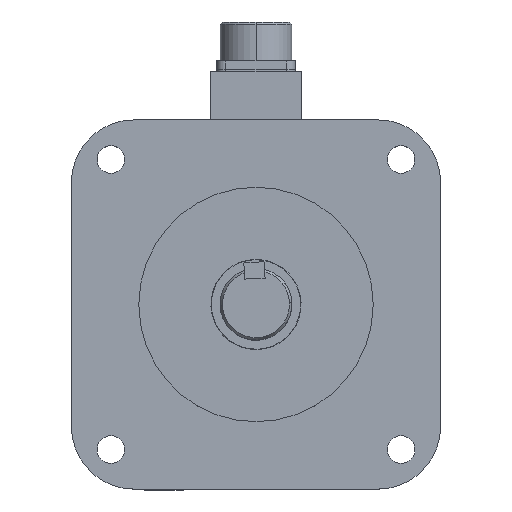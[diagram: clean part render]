
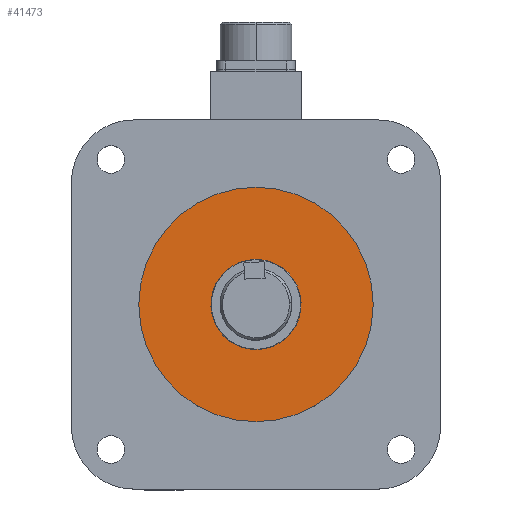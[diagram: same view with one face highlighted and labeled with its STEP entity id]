
A CAD part, top view. The second image highlights one B-rep face of the part: STEP entity #41473.
In plain terms, the highlighted planar face has unit normal (0, 0, 1).
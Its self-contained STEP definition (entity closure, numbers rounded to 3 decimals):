
#855 = CARTESIAN_POINT ( 'NONE',  ( 0., 0., 21.2 ) ) ;
#1784 = DIRECTION ( 'NONE',  ( 0., 0., 1. ) ) ;
#2020 = PLANE ( 'NONE',  #27498 ) ;
#2321 = DIRECTION ( 'NONE',  ( 0., 0., 1. ) ) ;
#4464 = DIRECTION ( 'NONE',  ( 1., 0., 0. ) ) ;
#4746 = EDGE_LOOP ( 'NONE', ( #26689, #26108 ) ) ;
#5235 = VERTEX_POINT ( 'NONE', #34921 ) ;
#7696 = EDGE_CURVE ( 'NONE', #28527, #5235, #37173, .T. ) ;
#11602 = FACE_OUTER_BOUND ( 'NONE', #4746, .T. ) ;
#23537 = CARTESIAN_POINT ( 'NONE',  ( 0., 0., 21.2 ) ) ;
#24093 = CARTESIAN_POINT ( 'NONE',  ( 0., 0., 21.2 ) ) ;
#25486 = EDGE_CURVE ( 'NONE', #5235, #28527, #33098, .T. ) ;
#26108 = ORIENTED_EDGE ( 'NONE', *, *, #7696, .T. ) ;
#26187 = DIRECTION ( 'NONE',  ( 0., 0., 1. ) ) ;
#26689 = ORIENTED_EDGE ( 'NONE', *, *, #25486, .T. ) ;
#27164 = DIRECTION ( 'NONE',  ( 1., 0., 0. ) ) ;
#27498 = AXIS2_PLACEMENT_3D ( 'NONE', #24093, #2321, #27719 ) ;
#27719 = DIRECTION ( 'NONE',  ( 1., 0., 0. ) ) ;
#28527 = VERTEX_POINT ( 'NONE', #43478 ) ;
#33098 = CIRCLE ( 'NONE', #36014, 57.15 ) ;
#34921 = CARTESIAN_POINT ( 'NONE',  ( -57.15, 0., 21.2 ) ) ;
#36014 = AXIS2_PLACEMENT_3D ( 'NONE', #855, #26187, #4464 ) ;
#36548 = AXIS2_PLACEMENT_3D ( 'NONE', #23537, #1784, #27164 ) ;
#37173 = CIRCLE ( 'NONE', #36548, 57.15 ) ;
#41473 = ADVANCED_FACE ( 'NONE', ( #11602 ), #2020, .T. ) ;
#43478 = CARTESIAN_POINT ( 'NONE',  ( 57.15, 0., 21.2 ) ) ;
